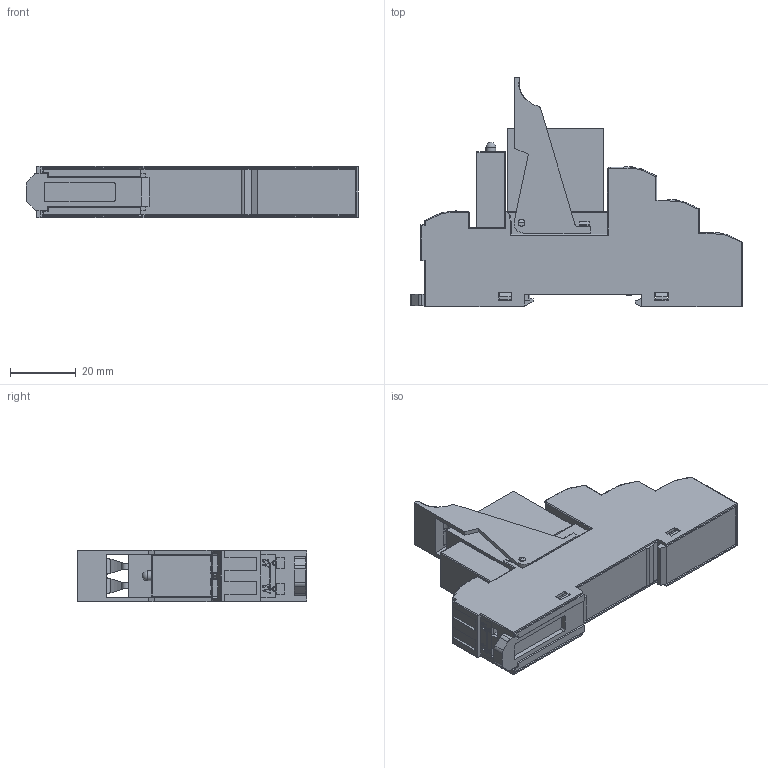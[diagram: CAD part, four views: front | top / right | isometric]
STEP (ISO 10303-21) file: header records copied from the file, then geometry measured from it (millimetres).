
FILE_DESCRIPTION(/* description */ (''),/* implementation_level */ '2;1');
FILE_NAME(/* name */ 'FILE_STP_CAD_DRAWING_3D_HRA50-K5_prt.stp',/* time_stamp */ '2024-02-08T15:35:13+01:00',/* author */ (''),/* organization */ (''),/* preprocessor_version */ 'ST-DEVELOPER v16.7',/* originating_system */ 'SIEMENS PLM Software NX 12.0',/* authorisation */ '');
FILE_SCHEMA (('AUTOMOTIVE_DESIGN { 1 0 10303 214 3 1 1 1 }'));
Length unit declared in the file: millimetre
Products named in the file (1): 3D_HRA50-K5
Bounding box: 101.2 x 69.95 x 15.85 mm (x, y, z)
Surface area: 19431.6 mm2 (no closed solid volume)
Topology: 0 solids, 46 shells, 1157 faces, 4433 edges, 3057 vertices
Faces by surface type: plane 553, cylinder 429, sphere 67, bspline 43, cone 33, torus 32
Full cylindrical faces by diameter (mm): 2.1 x10, 3 x1
Entity records: 50053 total; most frequent: CARTESIAN_POINT 14521, DIRECTION 7105, ORIENTED_EDGE 6680, EDGE_CURVE 4301, VERTEX_POINT 3053, LINE 2717, VECTOR 2717, AXIS2_PLACEMENT_3D 2194
